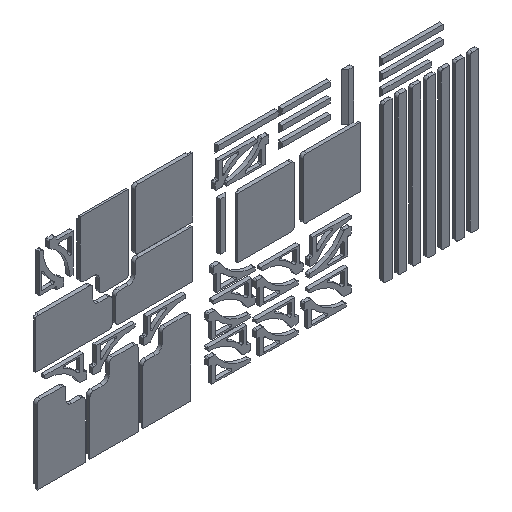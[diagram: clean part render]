
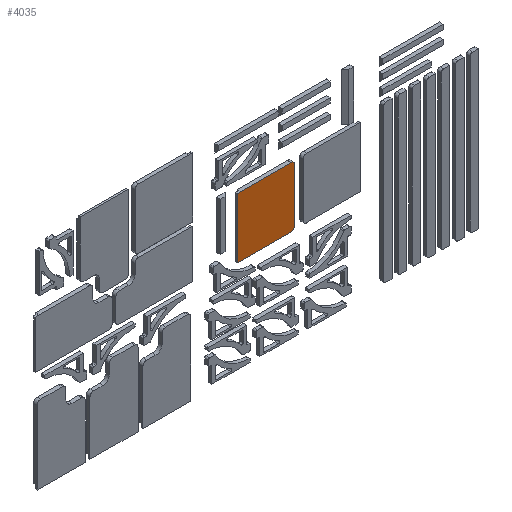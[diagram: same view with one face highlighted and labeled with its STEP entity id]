
A CAD part, isometric view. The second image highlights one B-rep face of the part: STEP entity #4035.
In plain terms, the highlighted face is planar.
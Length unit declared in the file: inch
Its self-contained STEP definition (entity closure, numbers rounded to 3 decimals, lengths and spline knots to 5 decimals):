
#306=CIRCLE('',#4422,0.75);
#308=CIRCLE('',#4427,0.75);
#589=FACE_OUTER_BOUND('',#807,.T.);
#807=EDGE_LOOP('',(#2795,#2796,#2797,#2798,#2799,#2800));
#1041=LINE('',#6274,#1428);
#1045=LINE('',#6281,#1432);
#1050=LINE('',#6298,#1437);
#1052=LINE('',#6303,#1439);
#1428=VECTOR('',#4927,0.3937);
#1432=VECTOR('',#4933,0.3937);
#1437=VECTOR('',#4950,0.3937);
#1439=VECTOR('',#4958,0.3937);
#1813=VERTEX_POINT('',#6271);
#1814=VERTEX_POINT('',#6273);
#1816=VERTEX_POINT('',#6279);
#1819=VERTEX_POINT('',#6286);
#1820=VERTEX_POINT('',#6288);
#1822=VERTEX_POINT('',#6297);
#2196=EDGE_CURVE('',#1813,#1814,#1041,.T.);
#2200=EDGE_CURVE('',#1813,#1816,#1045,.T.);
#2203=EDGE_CURVE('',#1819,#1820,#306,.T.);
#2208=EDGE_CURVE('',#1822,#1820,#1050,.T.);
#2210=EDGE_CURVE('',#1822,#1816,#308,.T.);
#2211=EDGE_CURVE('',#1814,#1819,#1052,.T.);
#2795=ORIENTED_EDGE('',*,*,#2203,.F.);
#2796=ORIENTED_EDGE('',*,*,#2211,.F.);
#2797=ORIENTED_EDGE('',*,*,#2196,.F.);
#2798=ORIENTED_EDGE('',*,*,#2200,.T.);
#2799=ORIENTED_EDGE('',*,*,#2210,.F.);
#2800=ORIENTED_EDGE('',*,*,#2208,.T.);
#3907=PLANE('',#4428);
#4035=ADVANCED_FACE('',(#589),#3907,.T.);
#4422=AXIS2_PLACEMENT_3D('',#6289,#4939,#4940);
#4427=AXIS2_PLACEMENT_3D('',#6301,#4954,#4955);
#4428=AXIS2_PLACEMENT_3D('',#6302,#4956,#4957);
#4927=DIRECTION('',(1.,0.,0.));
#4933=DIRECTION('',(0.,0.,1.));
#4939=DIRECTION('center_axis',(0.,-1.,0.));
#4940=DIRECTION('ref_axis',(0.707,0.,0.707));
#4950=DIRECTION('',(1.,0.,0.));
#4954=DIRECTION('center_axis',(0.,-1.,0.));
#4955=DIRECTION('ref_axis',(-0.707,0.,0.707));
#4956=DIRECTION('center_axis',(0.,1.,0.));
#4957=DIRECTION('ref_axis',(0.,0.,1.));
#4958=DIRECTION('',(0.,0.,1.));
#6271=CARTESIAN_POINT('',(10.,0.75,0.));
#6273=CARTESIAN_POINT('',(22.5,0.75,0.));
#6274=CARTESIAN_POINT('',(10.,0.75,0.));
#6279=CARTESIAN_POINT('',(10.,0.75,11.25));
#6281=CARTESIAN_POINT('',(10.,0.75,0.));
#6286=CARTESIAN_POINT('',(22.5,0.75,11.25));
#6288=CARTESIAN_POINT('',(21.75,0.75,12.));
#6289=CARTESIAN_POINT('Origin',(21.75,0.75,11.25));
#6297=CARTESIAN_POINT('',(10.75,0.75,12.));
#6298=CARTESIAN_POINT('',(10.,0.75,12.));
#6301=CARTESIAN_POINT('Origin',(10.75,0.75,11.25));
#6302=CARTESIAN_POINT('Origin',(10.,0.75,0.));
#6303=CARTESIAN_POINT('',(22.5,0.75,0.));
